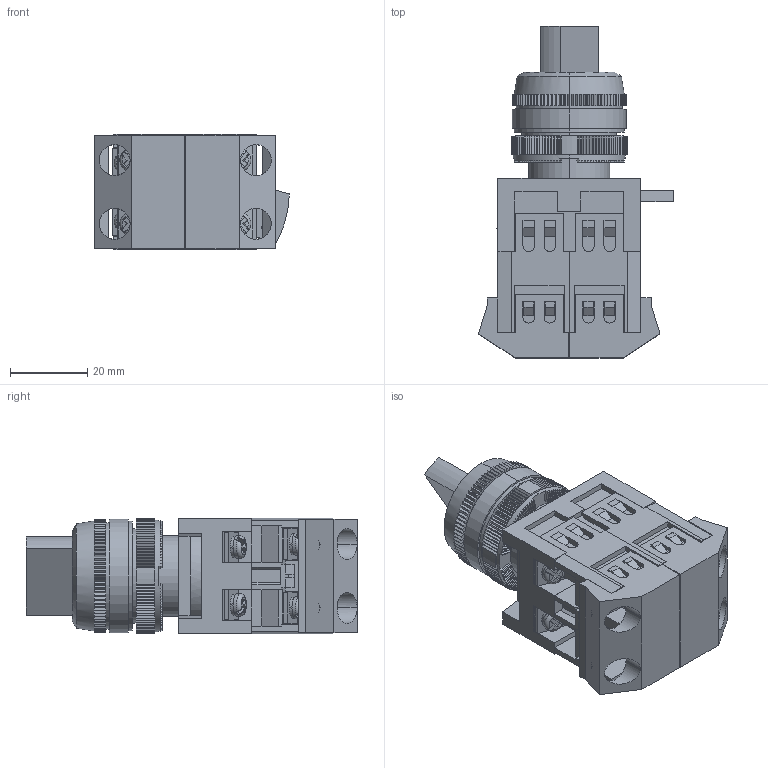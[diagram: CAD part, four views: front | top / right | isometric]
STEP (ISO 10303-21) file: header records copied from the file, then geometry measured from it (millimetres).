
FILE_DESCRIPTION (( 'STEP AP214' ), '1' );
FILE_NAME ('BSW10-ANCLR-3-K06 Ïåðåêëþ÷àòåëü ÀNÑLR-22-3 íà 3 ôèêñ.ïîëîæ.çåëåíûé íåîí_240Â I-O 1ç+1ð ÈÝÊ.STEP', '2017-10-26T08:41:37', ( '' ), ( '' ), 'SwSTEP 2.0', 'SolidWorks 2014', '' );
FILE_SCHEMA (( 'AUTOMOTIVE_DESIGN' ));
Length unit declared in the file: millimetre
Products named in the file (1): BSW10-ANCLR-3-K06 Ïåðåêëþ÷àòåëü ÀNÑLR-22-3  íà 3 ôèêñ.ïîëîæ.çåëåíûé íåîí_240Â I-O 1ç+1ð ÈÝÊ
Bounding box: 50.5 x 86 x 30 mm (x, y, z)
Volume: 50977.6 mm3; surface area: 30411.2 mm2
Topology: 5 solids, 6 shells, 1847 faces, 5005 edges, 3208 vertices
Faces by surface type: plane 1563, cylinder 266, torus 12, cone 6
Entity records: 57776 total; most frequent: CARTESIAN_POINT 11573, ORIENTED_EDGE 10010, DIRECTION 9342, EDGE_CURVE 5005, VECTOR 3444, LINE 3444, VERTEX_POINT 3208, AXIS2_PLACEMENT_3D 2949
